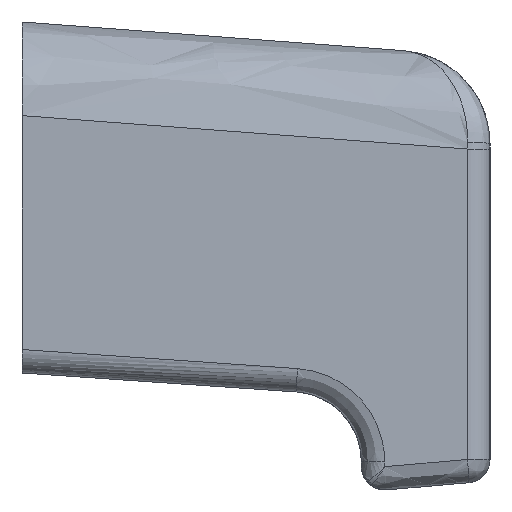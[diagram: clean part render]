
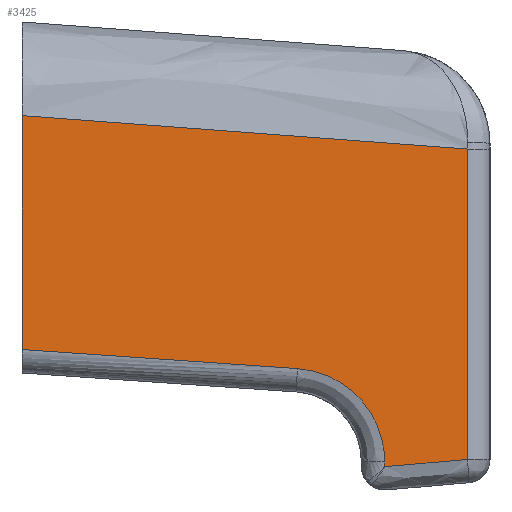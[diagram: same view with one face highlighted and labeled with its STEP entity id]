
A CAD part, left-side view. The second image highlights one B-rep face of the part: STEP entity #3425.
In plain terms, the highlighted free-form (B-spline) face has degree [1, 1] with [2, 2] control points.
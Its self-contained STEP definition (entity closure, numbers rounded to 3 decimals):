
#1608=CARTESIAN_POINT('',(-112.835,-19.035,2.072));
#1609=VERTEX_POINT('',#1608);
#1669=CARTESIAN_POINT('',(-112.835,-19.035,-11.194));
#1670=VERTEX_POINT('',#1669);
#1692=CARTESIAN_POINT('',(-112.835,-19.035,-11.194));
#1693=CARTESIAN_POINT('',(-112.835,-19.035,2.072));
#1694=QUASI_UNIFORM_CURVE('',1,(#1692,#1693),.UNSPECIFIED.,.F.,.U.);
#1695=EDGE_CURVE('',#1670,#1609,#1694,.T.);
#1770=CARTESIAN_POINT('',(-112.959,-15.495,-11.504));
#1771=VERTEX_POINT('',#1770);
#1790=CARTESIAN_POINT('',(-112.959,-15.495,-11.504));
#1791=CARTESIAN_POINT('',(-112.835,-19.035,-11.194));
#1792=QUASI_UNIFORM_CURVE('',1,(#1790,#1791),.UNSPECIFIED.,.F.,.U.);
#1793=EDGE_CURVE('',#1771,#1670,#1792,.T.);
#2275=CARTESIAN_POINT('',(-112.959,-15.5,-11.3));
#2276=VERTEX_POINT('',#2275);
#2487=CARTESIAN_POINT('',(-113.5,0.,3.499));
#2488=VERTEX_POINT('',#2487);
#2502=CARTESIAN_POINT('',(-112.835,-19.035,2.072));
#2503=CARTESIAN_POINT('',(-113.5,0.,3.499));
#2504=QUASI_UNIFORM_CURVE('',1,(#2502,#2503),.UNSPECIFIED.,.F.,.U.);
#2505=EDGE_CURVE('',#1609,#2488,#2504,.T.);
#2582=CARTESIAN_POINT('',(-113.089,-11.775,-7.31));
#2583=VERTEX_POINT('',#2582);
#2590=CARTESIAN_POINT('',(-113.089,-11.775,-7.31));
#2591=CARTESIAN_POINT('',(-112.959,-15.5,-7.567));
#2592=CARTESIAN_POINT('',(-112.959,-15.5,-11.3));
#2600=(BOUNDED_CURVE()B_SPLINE_CURVE(2,(#2590,#2591,#2592),.UNSPECIFIED.,.F.,.U.)CURVE()GEOMETRIC_REPRESENTATION_ITEM()QUASI_UNIFORM_CURVE()RATIONAL_B_SPLINE_CURVE((1.0,0.731,1.0))REPRESENTATION_ITEM(''));
#2601=EDGE_CURVE('',#2583,#2276,#2600,.T.);
#2611=CARTESIAN_POINT('',(-113.5,0.0,-6.498));
#2612=VERTEX_POINT('',#2611);
#2620=CARTESIAN_POINT('',(-113.5,0.0,-6.498));
#2621=CARTESIAN_POINT('',(-113.089,-11.775,-7.31));
#2622=QUASI_UNIFORM_CURVE('',1,(#2620,#2621),.UNSPECIFIED.,.F.,.U.);
#2623=EDGE_CURVE('',#2612,#2583,#2622,.T.);
#2645=CARTESIAN_POINT('',(-112.959,-15.5,-11.3));
#2646=CARTESIAN_POINT('',(-112.959,-15.5,-11.402));
#2647=CARTESIAN_POINT('',(-112.959,-15.495,-11.504));
#2655=(BOUNDED_CURVE()B_SPLINE_CURVE(2,(#2645,#2646,#2647),.UNSPECIFIED.,.F.,.U.)CURVE()GEOMETRIC_REPRESENTATION_ITEM()QUASI_UNIFORM_CURVE()RATIONAL_B_SPLINE_CURVE((1.0,1.,1.0))REPRESENTATION_ITEM(''));
#2656=EDGE_CURVE('',#2276,#1771,#2655,.T.);
#3407=CARTESIAN_POINT('',(-113.533,0.951,-12.253));
#3408=CARTESIAN_POINT('',(-112.802,-19.986,-12.253));
#3409=CARTESIAN_POINT('',(-113.533,0.951,4.249));
#3410=CARTESIAN_POINT('',(-112.802,-19.986,4.249));
#3411=B_SPLINE_SURFACE_WITH_KNOTS('',1,1,((#3407,#3409),(#3408,#3410)),.UNSPECIFIED.,.F.,.F.,.U.,(2,2),(2,2),(0.0,20.949),(0.0,16.502),.UNSPECIFIED.);
#3412=ORIENTED_EDGE('',*,*,#1793,.T.);
#3413=ORIENTED_EDGE('',*,*,#1695,.T.);
#3414=ORIENTED_EDGE('',*,*,#2505,.T.);
#3415=CARTESIAN_POINT('',(-113.5,0.,3.499));
#3416=CARTESIAN_POINT('',(-113.5,0.0,-6.498));
#3417=QUASI_UNIFORM_CURVE('',1,(#3415,#3416),.UNSPECIFIED.,.F.,.U.);
#3418=EDGE_CURVE('',#2488,#2612,#3417,.T.);
#3419=ORIENTED_EDGE('',*,*,#3418,.T.);
#3420=ORIENTED_EDGE('',*,*,#2623,.T.);
#3421=ORIENTED_EDGE('',*,*,#2601,.T.);
#3422=ORIENTED_EDGE('',*,*,#2656,.T.);
#3423=EDGE_LOOP('',(#3412,#3413,#3414,#3419,#3420,#3421,#3422));
#3424=FACE_OUTER_BOUND('',#3423,.T.);
#3425=ADVANCED_FACE('',(#3424),#3411,.T.);
